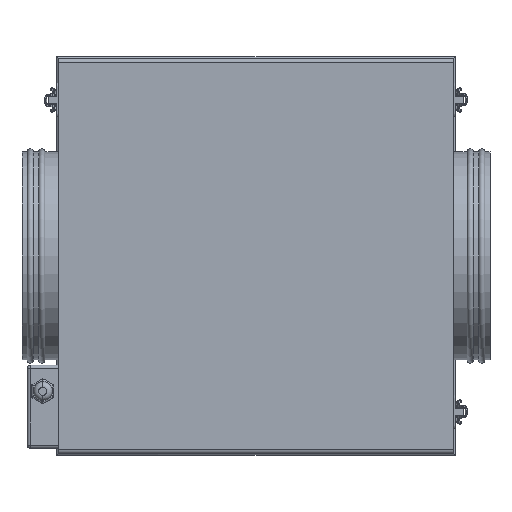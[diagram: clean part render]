
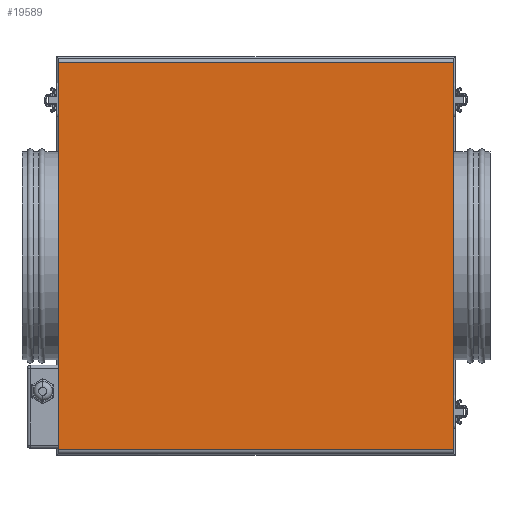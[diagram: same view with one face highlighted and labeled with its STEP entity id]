
A CAD part, front view. The second image highlights one B-rep face of the part: STEP entity #19589.
In plain terms, the highlighted planar face has unit normal (0, -1, 0).
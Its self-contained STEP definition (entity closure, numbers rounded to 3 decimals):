
#11343 = CARTESIAN_POINT ( 'NONE',  ( -190., 0., 380. ) ) ;
#11344 = AXIS2_PLACEMENT_3D ( 'NONE', #11343, #11407, #11406 ) ;
#11345 = PLANE ( 'NONE',  #11344 ) ;
#11367 = FACE_OUTER_BOUND ( 'NONE', #19590, .T. ) ;
#11406 = DIRECTION ( 'NONE',  ( 0., 0., 1. ) ) ;
#11407 = DIRECTION ( 'NONE',  ( 0., 1., 0. ) ) ;
#11408 = DIRECTION ( 'NONE',  ( -1., 0., 0. ) ) ;
#11409 = VECTOR ( 'NONE', #11408, 1000. ) ;
#11410 = CARTESIAN_POINT ( 'NONE',  ( 190., 0., 376.263 ) ) ;
#11411 = LINE ( 'NONE', #11410, #11409 ) ;
#11412 = CARTESIAN_POINT ( 'NONE',  ( 190., 0., 376.263 ) ) ;
#11413 = CARTESIAN_POINT ( 'NONE',  ( 190., 0., 3.737 ) ) ;
#11414 = DIRECTION ( 'NONE',  ( 0., 0., 1. ) ) ;
#11415 = VECTOR ( 'NONE', #11414, 1000. ) ;
#11416 = CARTESIAN_POINT ( 'NONE',  ( 190., 0., 380. ) ) ;
#11417 = LINE ( 'NONE', #11416, #11415 ) ;
#11418 = DIRECTION ( 'NONE',  ( -1., 0., 0. ) ) ;
#11419 = VECTOR ( 'NONE', #11418, 1000. ) ;
#11420 = CARTESIAN_POINT ( 'NONE',  ( -190., 0., 3.737 ) ) ;
#11421 = LINE ( 'NONE', #11420, #11419 ) ;
#11685 = CARTESIAN_POINT ( 'NONE',  ( -190., 0., 376.263 ) ) ;
#11794 = DIRECTION ( 'NONE',  ( 0., 0., -1. ) ) ;
#11795 = VECTOR ( 'NONE', #11794, 1000. ) ;
#11796 = CARTESIAN_POINT ( 'NONE',  ( -190., 0., 380. ) ) ;
#11797 = LINE ( 'NONE', #11796, #11795 ) ;
#11798 = CARTESIAN_POINT ( 'NONE',  ( -190., 0., 3.737 ) ) ;
#19589 = ADVANCED_FACE ( 'NONE', ( #11367 ), #11345, .F. ) ;
#19590 = EDGE_LOOP ( 'NONE', ( #19615, #19612, #19610, #19609 ) ) ;
#19607 = EDGE_CURVE ( 'NONE', #19611, #23616, #11421, .T. ) ;
#19608 = EDGE_CURVE ( 'NONE', #19611, #19613, #11417, .T. ) ;
#19609 = ORIENTED_EDGE ( 'NONE', *, *, #19608, .T. ) ;
#19610 = ORIENTED_EDGE ( 'NONE', *, *, #19607, .F. ) ;
#19611 = VERTEX_POINT ( 'NONE', #11413 ) ;
#19612 = ORIENTED_EDGE ( 'NONE', *, *, #23635, .T. ) ;
#19613 = VERTEX_POINT ( 'NONE', #11412 ) ;
#19614 = EDGE_CURVE ( 'NONE', #19613, #19701, #11411, .T. ) ;
#19615 = ORIENTED_EDGE ( 'NONE', *, *, #19614, .T. ) ;
#19701 = VERTEX_POINT ( 'NONE', #11685 ) ;
#23616 = VERTEX_POINT ( 'NONE', #11798 ) ;
#23635 = EDGE_CURVE ( 'NONE', #19701, #23616, #11797, .T. ) ;
